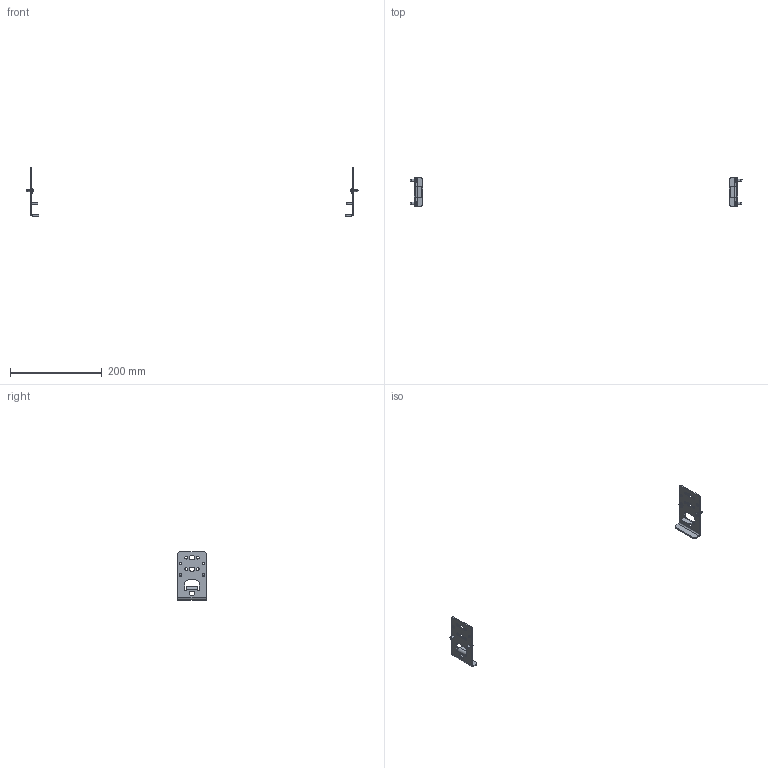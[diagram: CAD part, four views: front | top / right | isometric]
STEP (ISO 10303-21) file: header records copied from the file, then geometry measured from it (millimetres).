
FILE_DESCRIPTION (( 'STEP AP203' ), '1' );
FILE_NAME ('UR33300200001 Êîìïëåêò ôèêñàòîðîâ ìîíòàæíîé ïàíåëè RS52 (2 øò) (000.801.521).STEP', '2022-04-12T12:35:35', ( '' ), ( '' ), 'SwSTEP 2.0', 'SolidWorks 2017', '' );
FILE_SCHEMA (( 'CONFIG_CONTROL_DESIGN' ));
Length unit declared in the file: millimetre
Products named in the file (3): Âèíò DIN 7500 C TORX_Œ5å12; 024-442 砑僔蠂縺; UR33300200001 Êîìïëåêò ôèêñàòîðîâ ìîíòàæíîé ïàíåëè RS52 (2 øò) (000.801.521)
Assembly tree (6 placements, depth 2):
  UR33300200001 Êîìïëåêò ôèêñàòîðîâ ìîíòàæíîé ïàíåëè RS52 (2 øò) (000.801.521)
    024-442 砑僔蠂縺  x2
    Âèíò DIN 7500 C TORX_Œ5å12  x4
Bounding box: 725.4 x 63 x 105.5 mm (x, y, z)
Volume: 42608.4 mm3; surface area: 33539.3 mm2
Topology: 6 solids, 6 shells, 296 faces, 800 edges, 520 vertices
Faces by surface type: cylinder 144, plane 128, cone 16, sphere 8
Entity records: 3921 total; most frequent: CARTESIAN_POINT 712, DIRECTION 609, ORIENTED_EDGE 576, EDGE_CURVE 288, AXIS2_PLACEMENT_3D 229, VERTEX_POINT 186, LINE 151, VECTOR 151
